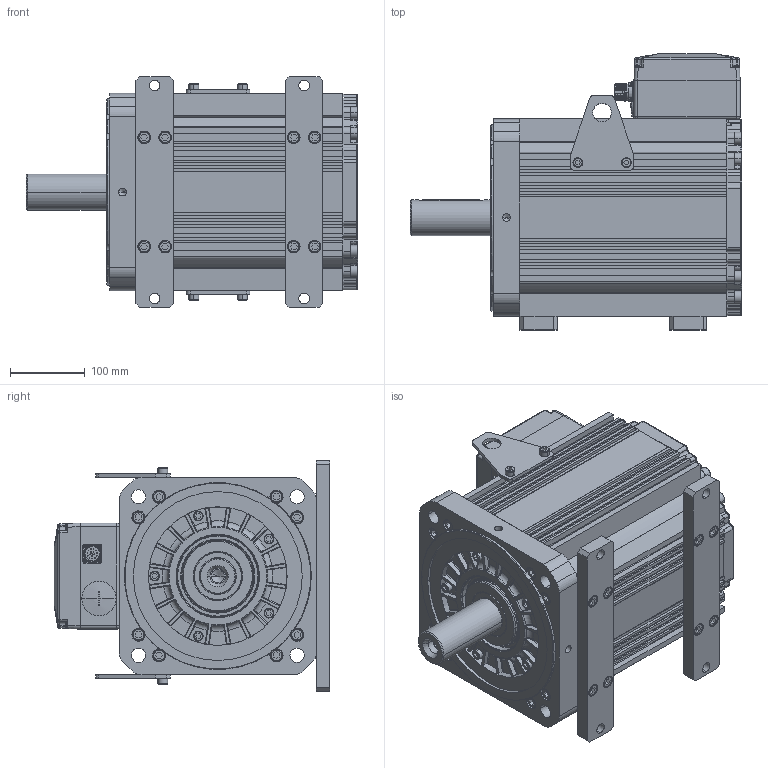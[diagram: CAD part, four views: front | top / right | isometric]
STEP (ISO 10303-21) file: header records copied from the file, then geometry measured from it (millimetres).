
FILE_DESCRIPTION((''),'2;1');
FILE_NAME('51552N-0_SW0001','2016-06-04T',('songwenquan'),(''),'PRO/ENGINEER BY PARAMETRIC TECHNOLOGY CORPORATION, 2010430','PRO/ENGINEER BY PARAMETRIC TECHNOLOGY CORPORATION, 2010430','');
FILE_SCHEMA(('CONFIG_CONTROL_DESIGN'));
Products named in the file (1): 51552N-0_SW0001
Bounding box: 444.02 x 369 x 309 mm (x, y, z)
Surface area: 1020627.7 mm2 (no closed solid volume)
Topology: 0 solids, 104 shells, 2259 faces, 6656 edges, 4463 vertices
Faces by surface type: plane 1030, cylinder 589, bspline 303, torus 191, cone 128, sphere 18
Entity records: 124178 total; most frequent: CARTESIAN_POINT 66022, DIRECTION 11812, ORIENTED_EDGE 11537, EDGE_CURVE 6646, VERTEX_POINT 4463, AXIS2_PLACEMENT_3D 4195, VECTOR 3422, LINE 3422
